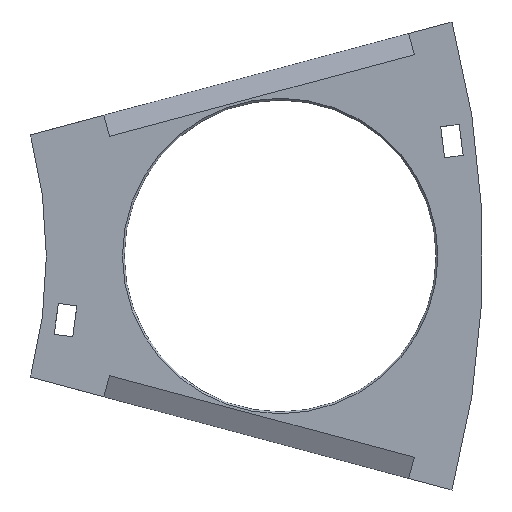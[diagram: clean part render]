
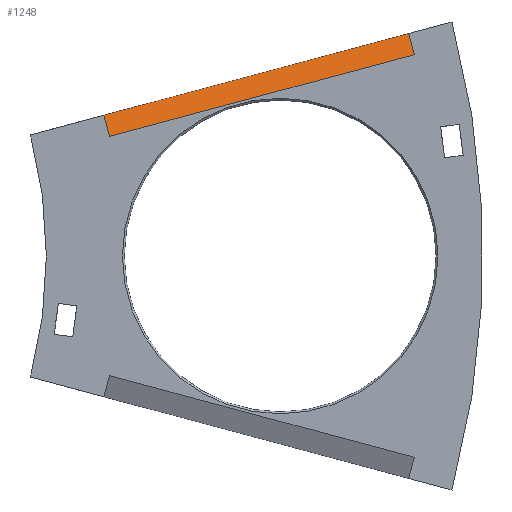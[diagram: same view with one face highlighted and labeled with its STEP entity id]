
A CAD part, front view. The second image highlights one B-rep face of the part: STEP entity #1248.
In plain terms, the highlighted planar face has unit normal (-0.102, -0.919, 0.381).
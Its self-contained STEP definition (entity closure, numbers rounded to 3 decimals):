
#32 = LINE ( 'NONE', #601, #1260 ) ;
#47 = CARTESIAN_POINT ( 'NONE',  ( 273.812, 3., 73.368 ) ) ;
#201 = PLANE ( 'NONE',  #1292 ) ;
#264 = CARTESIAN_POINT ( 'NONE',  ( 268.021, 0., 64.569 ) ) ;
#328 = DIRECTION ( 'NONE',  ( 0.238, -0.394, -0.888 ) ) ;
#442 = DIRECTION ( 'NONE',  ( 0.238, -0.394, -0.888 ) ) ;
#456 = CARTESIAN_POINT ( 'NONE',  ( 168.457, 3., 45.138 ) ) ;
#457 = CARTESIAN_POINT ( 'NONE',  ( 268.021, 0., 64.569 ) ) ;
#500 = LINE ( 'NONE', #663, #1329 ) ;
#593 = VERTEX_POINT ( 'NONE', #1699 ) ;
#594 = EDGE_LOOP ( 'NONE', ( #1572, #1131, #1685, #1750 ) ) ;
#601 = CARTESIAN_POINT ( 'NONE',  ( 170.269, 0., 38.377 ) ) ;
#617 = VERTEX_POINT ( 'NONE', #1253 ) ;
#623 = LINE ( 'NONE', #457, #1706 ) ;
#648 = DIRECTION ( 'NONE',  ( 0.966, 0., 0.259 ) ) ;
#663 = CARTESIAN_POINT ( 'NONE',  ( 268.021, 0., 64.569 ) ) ;
#684 = VERTEX_POINT ( 'NONE', #264 ) ;
#689 = VECTOR ( 'NONE', #1009, 1000. ) ;
#724 = EDGE_CURVE ( 'NONE', #617, #1641, #852, .T. ) ;
#810 = EDGE_CURVE ( 'NONE', #1641, #593, #32, .T. ) ;
#852 = LINE ( 'NONE', #47, #689 ) ;
#896 = FACE_OUTER_BOUND ( 'NONE', #594, .T. ) ;
#915 = CARTESIAN_POINT ( 'NONE',  ( 275.624, 0., 66.606 ) ) ;
#1009 = DIRECTION ( 'NONE',  ( -0.966, 0., -0.259 ) ) ;
#1131 = ORIENTED_EDGE ( 'NONE', *, *, #724, .T. ) ;
#1217 = EDGE_CURVE ( 'NONE', #617, #684, #623, .T. ) ;
#1248 = ADVANCED_FACE ( 'NONE', ( #896 ), #201, .F. ) ;
#1253 = CARTESIAN_POINT ( 'NONE',  ( 266.209, 3., 71.331 ) ) ;
#1260 = VECTOR ( 'NONE', #442, 1000. ) ;
#1292 = AXIS2_PLACEMENT_3D ( 'NONE', #915, #1459, #1622 ) ;
#1329 = VECTOR ( 'NONE', #648, 1000. ) ;
#1459 = DIRECTION ( 'NONE',  ( 0.102, 0.919, -0.38 ) ) ;
#1572 = ORIENTED_EDGE ( 'NONE', *, *, #1217, .F. ) ;
#1622 = DIRECTION ( 'NONE',  ( 0., 0.382, 0.924 ) ) ;
#1641 = VERTEX_POINT ( 'NONE', #456 ) ;
#1685 = ORIENTED_EDGE ( 'NONE', *, *, #810, .T. ) ;
#1699 = CARTESIAN_POINT ( 'NONE',  ( 170.269, 0., 38.377 ) ) ;
#1706 = VECTOR ( 'NONE', #328, 1000. ) ;
#1726 = EDGE_CURVE ( 'NONE', #593, #684, #500, .T. ) ;
#1750 = ORIENTED_EDGE ( 'NONE', *, *, #1726, .T. ) ;
